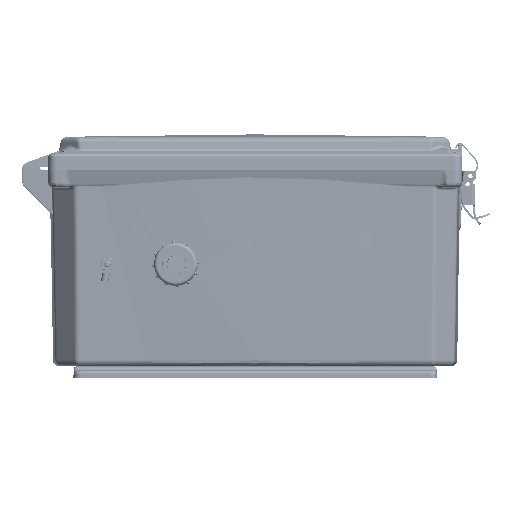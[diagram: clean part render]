
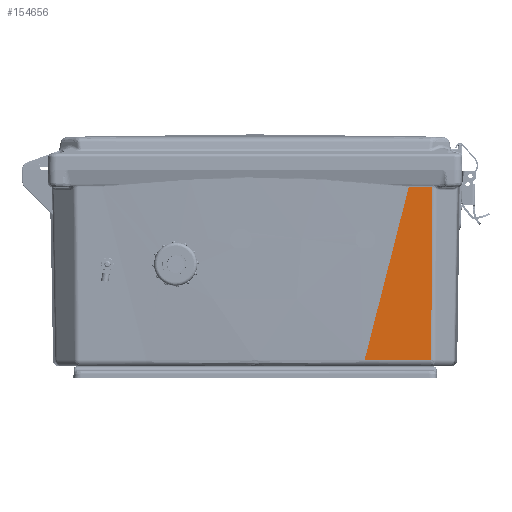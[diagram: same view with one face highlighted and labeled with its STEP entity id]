
A CAD part, front view. The second image highlights one B-rep face of the part: STEP entity #154656.
In plain terms, the highlighted face is planar.
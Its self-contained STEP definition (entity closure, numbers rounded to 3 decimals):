
#6983 = VERTEX_POINT ( 'NONE', #203303 ) ;
#9633 = ORIENTED_EDGE ( 'NONE', *, *, #111621, .T. ) ;
#13951 = CARTESIAN_POINT ( 'NONE',  ( 0., -181.991, 171.387 ) ) ;
#13957 = AXIS2_PLACEMENT_3D ( 'NONE', #13951, #185968, #152971 ) ;
#30529 = PLANE ( 'NONE',  #13957 ) ;
#33483 = LINE ( 'NONE', #93944, #138418 ) ;
#42121 = DIRECTION ( 'NONE',  ( 0., 0., 1. ) ) ;
#47629 = CARTESIAN_POINT ( 'NONE',  ( -64.967, -180.857, -105.187 ) ) ;
#53939 = VECTOR ( 'NONE', #102081, 1000. ) ;
#60934 = LINE ( 'NONE', #103661, #162922 ) ;
#65104 = VERTEX_POINT ( 'NONE', #128248 ) ;
#84253 = ORIENTED_EDGE ( 'NONE', *, *, #150274, .F. ) ;
#93944 = CARTESIAN_POINT ( 'NONE',  ( -12.85, -181.767, 171.387 ) ) ;
#102081 = DIRECTION ( 'NONE',  ( 1., -0.017, -0.007 ) ) ;
#102910 = FACE_OUTER_BOUND ( 'NONE', #219253, .T. ) ;
#103661 = CARTESIAN_POINT ( 'NONE',  ( -146.642, -179.431, 274.035 ) ) ;
#111621 = EDGE_CURVE ( 'NONE', #65104, #137010, #33483, .T. ) ;
#116725 = CARTESIAN_POINT ( 'NONE',  ( -146.642, -179.431, -84.339 ) ) ;
#118191 = CARTESIAN_POINT ( 'NONE',  ( -12.85, -181.767, -118.52 ) ) ;
#118405 = LINE ( 'NONE', #187833, #53939 ) ;
#128248 = CARTESIAN_POINT ( 'NONE',  ( -12.85, -181.767, -136.64 ) ) ;
#131129 = EDGE_CURVE ( 'NONE', #6983, #65104, #118405, .T. ) ;
#132734 = EDGE_CURVE ( 'NONE', #137010, #172332, #211173, .T. ) ;
#137010 = VERTEX_POINT ( 'NONE', #147191 ) ;
#138269 = DIRECTION ( 'NONE',  ( 0., 0., 1. ) ) ;
#138418 = VECTOR ( 'NONE', #42121, 1000. ) ;
#147191 = CARTESIAN_POINT ( 'NONE',  ( -12.85, -181.767, -118.52 ) ) ;
#149723 = ORIENTED_EDGE ( 'NONE', *, *, #132734, .T. ) ;
#150274 = EDGE_CURVE ( 'NONE', #6983, #172332, #60934, .T. ) ;
#152473 = CARTESIAN_POINT ( 'NONE',  ( -146.642, -179.431, -84.339 ) ) ;
#152971 = DIRECTION ( 'NONE',  ( 1., -0.017, 0. ) ) ;
#154656 = ADVANCED_FACE ( 'NONE', ( #102910 ), #30529, .T. ) ;
#162922 = VECTOR ( 'NONE', #138269, 1000. ) ;
#165209 = ORIENTED_EDGE ( 'NONE', *, *, #131129, .T. ) ;
#172332 = VERTEX_POINT ( 'NONE', #152473 ) ;
#185968 = DIRECTION ( 'NONE',  ( -0.017, -1., 0. ) ) ;
#187833 = CARTESIAN_POINT ( 'NONE',  ( -146.642, -179.431, -135.672 ) ) ;
#203303 = CARTESIAN_POINT ( 'NONE',  ( -146.642, -179.431, -135.672 ) ) ;
#211173 = B_SPLINE_CURVE_WITH_KNOTS ( 'NONE', 3,
 ( #118191, #47629, #219710, #116725 ),
 .UNSPECIFIED., .F., .F.,
 ( 4, 4 ),
 ( 0., 1. ),
 .UNSPECIFIED. ) ;
#219253 = EDGE_LOOP ( 'NONE', ( #165209, #9633, #149723, #84253 ) ) ;
#219710 = CARTESIAN_POINT ( 'NONE',  ( -109.564, -180.079, -93.793 ) ) ;
